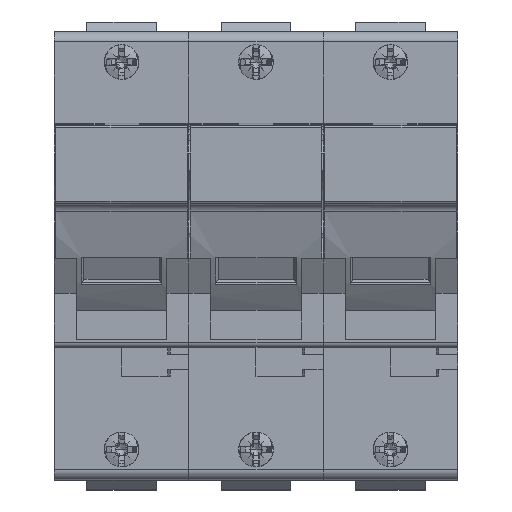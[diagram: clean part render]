
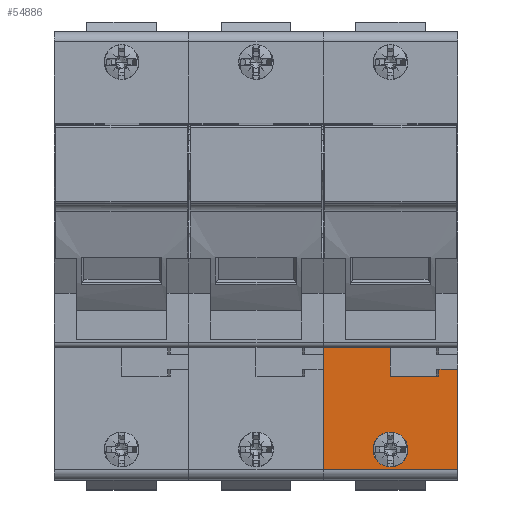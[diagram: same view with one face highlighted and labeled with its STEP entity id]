
A CAD part, top view. The second image highlights one B-rep face of the part: STEP entity #54886.
In plain terms, the highlighted free-form (B-spline) face has degree [1, 1] with [2, 2] control points.
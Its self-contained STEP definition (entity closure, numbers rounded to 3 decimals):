
#47207=CARTESIAN_POINT('V766',(13.5,
   -64.2,43.5));
#47208=VERTEX_POINT('V766',#47207);
#47209=CARTESIAN_POINT('V767',(13.5,
   -57.2,43.5));
#47210=VERTEX_POINT('V767',#47209);
#47211=CARTESIAN_POINT('E257',(13.5,
   -64.2,43.5));
#47212=CARTESIAN_POINT('E257',(10.0,-64.2,
   43.5));
#47213=CARTESIAN_POINT('E257',(10.0,-60.7,
   43.5));
#47214=CARTESIAN_POINT('E257',(10.0,-57.2,
   43.5));
#47215=CARTESIAN_POINT('E257',(13.5,
   -57.2,43.5));
#47223=(BOUNDED_CURVE()B_SPLINE_CURVE(2,(#47211,#47212,#47213,
   #47214,#47215),.CIRCULAR_ARC.,.F.,.U.)B_SPLINE_CURVE_WITH_KNOTS(
   (3,2,3),(0.0,0.5,1.0),.UNSPECIFIED.)CURVE()
   GEOMETRIC_REPRESENTATION_ITEM()RATIONAL_B_SPLINE_CURVE((1.0,
   0.707,1.0,0.707,1.0))REPRESENTATION_ITEM(
   'E257'));
#47224=EDGE_CURVE('E257',#47208,#47210,#47223,.T.);
#47355=CARTESIAN_POINT('E256',(13.5,
   -57.2,43.5));
#47356=CARTESIAN_POINT('E256',(17.0,-57.2,
   43.5));
#47357=CARTESIAN_POINT('E256',(17.0,-60.7,
   43.5));
#47358=CARTESIAN_POINT('E256',(17.0,-64.2,
   43.5));
#47359=CARTESIAN_POINT('E256',(13.5,
   -64.2,43.5));
#47367=(BOUNDED_CURVE()B_SPLINE_CURVE(2,(#47355,#47356,#47357,
   #47358,#47359),.CIRCULAR_ARC.,.F.,.U.)B_SPLINE_CURVE_WITH_KNOTS(
   (3,2,3),(0.0,0.5,1.0),.UNSPECIFIED.)CURVE()
   GEOMETRIC_REPRESENTATION_ITEM()RATIONAL_B_SPLINE_CURVE((1.0,
   0.707,1.0,0.707,1.0))REPRESENTATION_ITEM(
   'E256'));
#47368=EDGE_CURVE('E256',#47210,#47208,#47367,.T.);
#51517=CARTESIAN_POINT('V765',(13.5,-46.0,
   43.5));
#51518=VERTEX_POINT('V765',#51517);
#51519=CARTESIAN_POINT('V761',(13.5,
   -40.2,43.5));
#51520=VERTEX_POINT('V761',#51519);
#51521=CARTESIAN_POINT('E255',(13.5,-46.0,
   43.5));
#51522=CARTESIAN_POINT('E255',(13.5,
   -40.2,43.5));
#51523=QUASI_UNIFORM_CURVE('E255',1,(#51521,#51522),.POLYLINE_FORM.,
   .F.,.U.);
#51524=EDGE_CURVE('E255',#51518,#51520,#51523,.T.);
#51590=CARTESIAN_POINT('V763',(23.25,
   -44.6,43.5));
#51591=VERTEX_POINT('V763',#51590);
#51597=CARTESIAN_POINT('V762',(27.0,-44.6,
   43.5));
#51598=VERTEX_POINT('V762',#51597);
#51599=CARTESIAN_POINT('E252',(27.0,-44.6,
   43.5));
#51600=CARTESIAN_POINT('E252',(23.25,
   -44.6,43.5));
#51601=QUASI_UNIFORM_CURVE('E252',1,(#51599,#51600),.POLYLINE_FORM.,
   .F.,.U.);
#51602=EDGE_CURVE('E252',#51598,#51591,#51601,.T.);
#51626=CARTESIAN_POINT('V764',(23.25,-46.0,
   43.5));
#51627=VERTEX_POINT('V764',#51626);
#51633=CARTESIAN_POINT('E253',(23.25,
   -44.6,43.5));
#51634=CARTESIAN_POINT('E253',(23.25,-46.0,
   43.5));
#51635=QUASI_UNIFORM_CURVE('E253',1,(#51633,#51634),.POLYLINE_FORM.,
   .F.,.U.);
#51636=EDGE_CURVE('E253',#51591,#51627,#51635,.T.);
#51646=CARTESIAN_POINT('E254',(23.25,-46.0,
   43.5));
#51647=CARTESIAN_POINT('E254',(13.5,-46.0,
   43.5));
#51648=QUASI_UNIFORM_CURVE('E254',1,(#51646,#51647),.POLYLINE_FORM.,
   .F.,.U.);
#51649=EDGE_CURVE('E254',#51627,#51518,#51648,.T.);
#53195=CARTESIAN_POINT('V760',(27.0,-64.8,
   43.5));
#53196=VERTEX_POINT('V760',#53195);
#53197=CARTESIAN_POINT('E251',(27.0,-64.8,
   43.5));
#53198=CARTESIAN_POINT('E251',(27.0,-44.6,
   43.5));
#53199=QUASI_UNIFORM_CURVE('E251',1,(#53197,#53198),.POLYLINE_FORM.,
   .F.,.U.);
#53200=EDGE_CURVE('E251',#53196,#51598,#53199,.T.);
#54832=CARTESIAN_POINT('V588',(0.,-64.8,
   43.5));
#54833=VERTEX_POINT('V588',#54832);
#54849=CARTESIAN_POINT('E249',(27.0,-64.8,
   43.5));
#54850=CARTESIAN_POINT('E249',(0.0,-64.8,
   43.5));
#54851=QUASI_UNIFORM_CURVE('E249',1,(#54849,#54850),.POLYLINE_FORM.,
   .F.,.U.);
#54852=EDGE_CURVE('E249',#53196,#54833,#54851,.T.);
#54857=CARTESIAN_POINT('F20',(-1.35,-38.97,
   43.5));
#54858=CARTESIAN_POINT('F20',(-1.35,-66.03,
   43.5));
#54859=CARTESIAN_POINT('F20',(28.35,-38.97,
   43.5));
#54860=CARTESIAN_POINT('F20',(28.35,-66.03,
   43.5));
#54861=QUASI_UNIFORM_SURFACE('F20',1,1,((#54857,#54859),(#54858,
   #54860)),.PLANE_SURF.,.F.,.F.,.U.);
#54862=CARTESIAN_POINT('V589',(0.,-40.2,
   43.5));
#54863=VERTEX_POINT('V589',#54862);
#54864=CARTESIAN_POINT('E250',(13.5,
   -40.2,43.5));
#54865=CARTESIAN_POINT('E250',(0.0,-40.2,
   43.5));
#54866=QUASI_UNIFORM_CURVE('E250',1,(#54864,#54865),.POLYLINE_FORM.,
   .F.,.U.);
#54867=EDGE_CURVE('E250',#51520,#54863,#54866,.T.);
#54868=ORIENTED_EDGE('E250',*,*,#54867,.T.);
#54869=CARTESIAN_POINT('E47',(0.0,-64.8,
   43.5));
#54870=CARTESIAN_POINT('E47',(0.0,-40.2,
   43.5));
#54871=QUASI_UNIFORM_CURVE('E47',1,(#54869,#54870),.POLYLINE_FORM.,
   .F.,.U.);
#54872=EDGE_CURVE('E47',#54833,#54863,#54871,.T.);
#54873=ORIENTED_EDGE('E47',*,*,#54872,.F.);
#54874=ORIENTED_EDGE('F19',*,*,#54852,.F.);
#54875=ORIENTED_EDGE('E251',*,*,#53200,.T.);
#54876=ORIENTED_EDGE('E252',*,*,#51602,.T.);
#54877=ORIENTED_EDGE('F143',*,*,#51636,.T.);
#54878=ORIENTED_EDGE('E254',*,*,#51649,.T.);
#54879=ORIENTED_EDGE('E255',*,*,#51524,.T.);
#54880=EDGE_LOOP('F20',(#54868,#54873,#54874,#54875,#54876,#54877,
   #54878,#54879));
#54881=FACE_OUTER_BOUND('F20',#54880,.T.);
#54882=ORIENTED_EDGE('E256',*,*,#47368,.T.);
#54883=ORIENTED_EDGE('E257',*,*,#47224,.T.);
#54884=EDGE_LOOP('F20',(#54882,#54883));
#54885=FACE_BOUND('F20',#54884,.T.);
#54886=ADVANCED_FACE('F20',(#54881,#54885),#54861,.T.);
